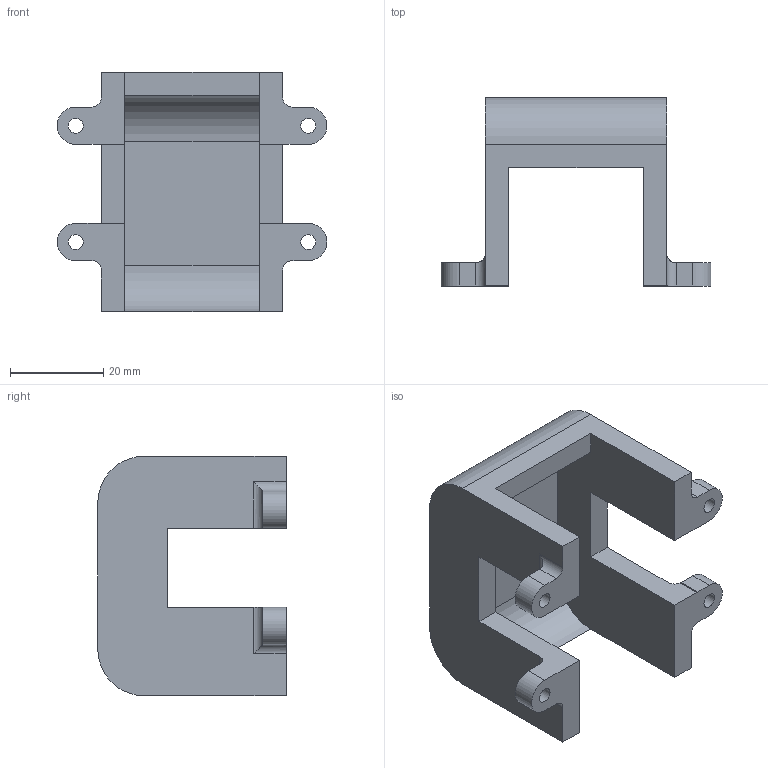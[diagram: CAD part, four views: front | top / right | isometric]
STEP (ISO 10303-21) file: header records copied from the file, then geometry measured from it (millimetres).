
FILE_DESCRIPTION(/* description */ (''),/* implementation_level */ '2;1');
FILE_NAME(/* name */ 'charger_cover.step',/* time_stamp */ '2024-07-12T17:56:58+09:00',/* author */ (''),/* organization */ (''),/* preprocessor_version */ 'ST-DEVELOPER v20',/* originating_system */ 'Autodesk Translation Framework v13.14.0.145',/* authorisation */ '');
FILE_SCHEMA (('AUTOMOTIVE_DESIGN { 1 0 10303 214 3 1 1 }'));
Length unit declared in the file: millimetre
Products named in the file (1): charger_cover
Bounding box: 58 x 40.5 x 51.5 mm (x, y, z)
Volume: 26280 mm3; surface area: 12991.1 mm2
Topology: 1 solids, 1 shells, 50 faces, 142 edges, 94 vertices
Faces by surface type: plane 29, cylinder 21
Full cylindrical faces by diameter (mm): 3.2 x4
Entity records: 1687 total; most frequent: CARTESIAN_POINT 287, DIRECTION 285, ORIENTED_EDGE 284, EDGE_CURVE 142, LINE 101, VECTOR 101, VERTEX_POINT 94, AXIS2_PLACEMENT_3D 92
